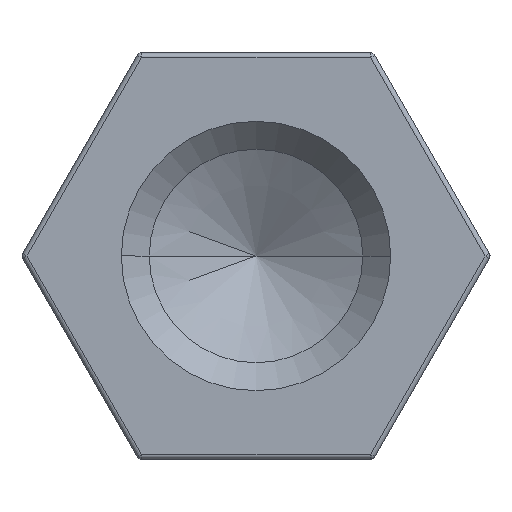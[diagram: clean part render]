
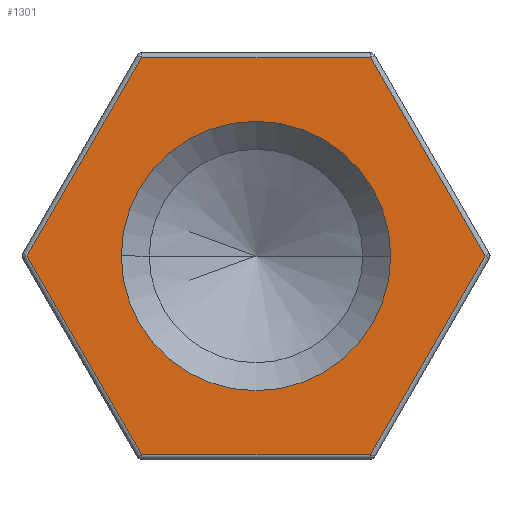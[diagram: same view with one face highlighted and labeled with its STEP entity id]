
A CAD part, left-side view. The second image highlights one B-rep face of the part: STEP entity #1301.
In plain terms, the highlighted planar face has unit normal (-1, 0, 0).
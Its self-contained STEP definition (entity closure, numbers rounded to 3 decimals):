
#72 = VERTEX_POINT ( 'NONE', #553 ) ;
#100 = AXIS2_PLACEMENT_3D ( 'NONE', #925, #134, #1001 ) ;
#118 = ORIENTED_EDGE ( 'NONE', *, *, #402, .T. ) ;
#120 = ORIENTED_EDGE ( 'NONE', *, *, #389, .T. ) ;
#130 = VECTOR ( 'NONE', #177, 1000. ) ;
#134 = DIRECTION ( 'NONE',  ( 1., 0., 0. ) ) ;
#139 = AXIS2_PLACEMENT_3D ( 'NONE', #1088, #1159, #1155 ) ;
#167 = EDGE_LOOP ( 'NONE', ( #501, #206 ) ) ;
#170 = CARTESIAN_POINT ( 'NONE',  ( 0., 0., -3.9 ) ) ;
#175 = EDGE_LOOP ( 'NONE', ( #187, #118, #274, #120, #398, #200 ) ) ;
#177 = DIRECTION ( 'NONE',  ( 0., -0.5, -0.866 ) ) ;
#187 = ORIENTED_EDGE ( 'NONE', *, *, #405, .T. ) ;
#200 = ORIENTED_EDGE ( 'NONE', *, *, #372, .T. ) ;
#206 = ORIENTED_EDGE ( 'NONE', *, *, #207, .T. ) ;
#207 = EDGE_CURVE ( 'NONE', #1169, #685, #1382, .T. ) ;
#242 = VERTEX_POINT ( 'NONE', #342 ) ;
#274 = ORIENTED_EDGE ( 'NONE', *, *, #391, .T. ) ;
#316 = EDGE_CURVE ( 'NONE', #685, #1169, #1366, .T. ) ;
#342 = CARTESIAN_POINT ( 'NONE',  ( 0., 4.503, 0. ) ) ;
#361 = CARTESIAN_POINT ( 'NONE',  ( 0., 0., 3.9 ) ) ;
#369 = CARTESIAN_POINT ( 'NONE',  ( 0., 2.252, 3.9 ) ) ;
#372 = EDGE_CURVE ( 'NONE', #589, #692, #1082, .T. ) ;
#380 = EDGE_CURVE ( 'NONE', #772, #589, #1057, .T. ) ;
#389 = EDGE_CURVE ( 'NONE', #242, #772, #1029, .T. ) ;
#391 = EDGE_CURVE ( 'NONE', #424, #242, #842, .T. ) ;
#398 = ORIENTED_EDGE ( 'NONE', *, *, #380, .T. ) ;
#402 = EDGE_CURVE ( 'NONE', #72, #424, #439, .T. ) ;
#405 = EDGE_CURVE ( 'NONE', #692, #72, #1266, .T. ) ;
#424 = VERTEX_POINT ( 'NONE', #369 ) ;
#439 = LINE ( 'NONE', #361, #1431 ) ;
#477 = VECTOR ( 'NONE', #1436, 1000. ) ;
#481 = PLANE ( 'NONE',  #1254 ) ;
#501 = ORIENTED_EDGE ( 'NONE', *, *, #316, .T. ) ;
#538 = VECTOR ( 'NONE', #1438, 1000. ) ;
#553 = CARTESIAN_POINT ( 'NONE',  ( 0., -2.252, 3.9 ) ) ;
#589 = VERTEX_POINT ( 'NONE', #636 ) ;
#636 = CARTESIAN_POINT ( 'NONE',  ( 0., -2.252, -3.9 ) ) ;
#667 = DIRECTION ( 'NONE',  ( 0., 1., 0. ) ) ;
#685 = VERTEX_POINT ( 'NONE', #686 ) ;
#686 = CARTESIAN_POINT ( 'NONE',  ( 0., 2.65, 0. ) ) ;
#692 = VERTEX_POINT ( 'NONE', #1357 ) ;
#772 = VERTEX_POINT ( 'NONE', #1216 ) ;
#842 = LINE ( 'NONE', #1359, #477 ) ;
#852 = FACE_OUTER_BOUND ( 'NONE', #175, .T. ) ;
#853 = DIRECTION ( 'NONE',  ( 0., -0.5, 0.866 ) ) ;
#925 = CARTESIAN_POINT ( 'NONE',  ( 0., 0., 0. ) ) ;
#944 = CARTESIAN_POINT ( 'NONE',  ( 0., 3.377, -1.95 ) ) ;
#983 = VECTOR ( 'NONE', #1207, 1000. ) ;
#995 = CARTESIAN_POINT ( 'NONE',  ( 0., -2.65, 0. ) ) ;
#1001 = DIRECTION ( 'NONE',  ( 0., 1., 0. ) ) ;
#1029 = LINE ( 'NONE', #944, #130 ) ;
#1057 = LINE ( 'NONE', #170, #538 ) ;
#1082 = LINE ( 'NONE', #1092, #1291 ) ;
#1088 = CARTESIAN_POINT ( 'NONE',  ( 0., 0., 0. ) ) ;
#1092 = CARTESIAN_POINT ( 'NONE',  ( 0., -3.377, -1.95 ) ) ;
#1108 = DIRECTION ( 'NONE',  ( 0., 1., 0. ) ) ;
#1155 = DIRECTION ( 'NONE',  ( 0., 1., 0. ) ) ;
#1159 = DIRECTION ( 'NONE',  ( 1., 0., 0. ) ) ;
#1169 = VERTEX_POINT ( 'NONE', #995 ) ;
#1176 = DIRECTION ( 'NONE',  ( 1., 0., 0. ) ) ;
#1207 = DIRECTION ( 'NONE',  ( 0., 0.5, 0.866 ) ) ;
#1216 = CARTESIAN_POINT ( 'NONE',  ( 0., 2.252, -3.9 ) ) ;
#1254 = AXIS2_PLACEMENT_3D ( 'NONE', #1265, #1176, #667 ) ;
#1265 = CARTESIAN_POINT ( 'NONE',  ( 0., 0., 0. ) ) ;
#1266 = LINE ( 'NONE', #1287, #983 ) ;
#1287 = CARTESIAN_POINT ( 'NONE',  ( 0., -3.377, 1.95 ) ) ;
#1291 = VECTOR ( 'NONE', #853, 1000. ) ;
#1301 = ADVANCED_FACE ( 'NONE', ( #852, #1323 ), #481, .F. ) ;
#1323 = FACE_BOUND ( 'NONE', #167, .T. ) ;
#1357 = CARTESIAN_POINT ( 'NONE',  ( 0., -4.503, 0. ) ) ;
#1359 = CARTESIAN_POINT ( 'NONE',  ( 0., 3.377, 1.95 ) ) ;
#1366 = CIRCLE ( 'NONE', #100, 2.65 ) ;
#1382 = CIRCLE ( 'NONE', #139, 2.65 ) ;
#1431 = VECTOR ( 'NONE', #1108, 1000. ) ;
#1436 = DIRECTION ( 'NONE',  ( 0., 0.5, -0.866 ) ) ;
#1438 = DIRECTION ( 'NONE',  ( 0., -1., 0. ) ) ;
